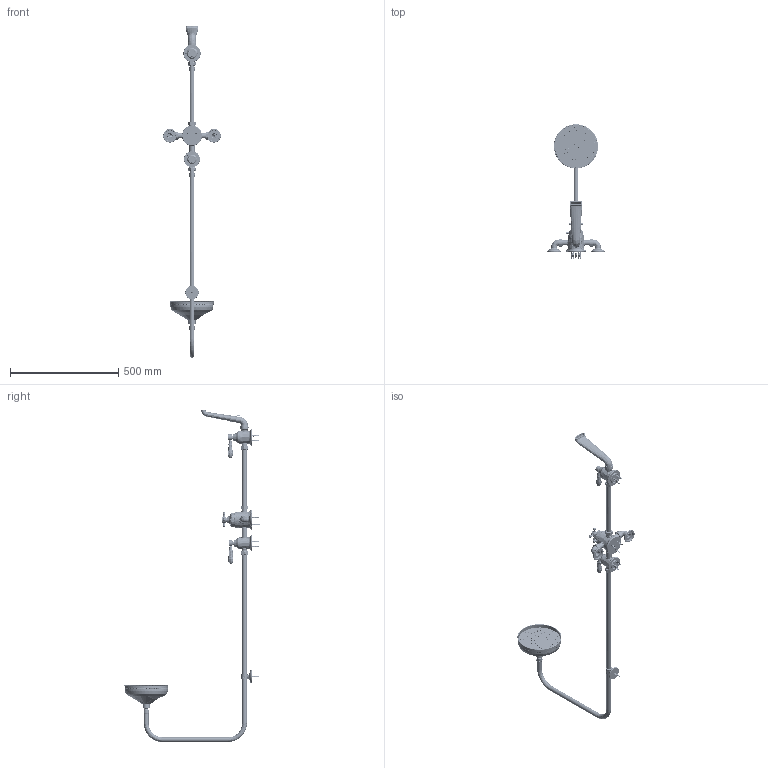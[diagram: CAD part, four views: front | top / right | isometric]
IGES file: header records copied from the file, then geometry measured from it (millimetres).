
Global section: file name: V2K3AXGC; native system: Autodesk Inventor 2018; preprocessor: unknown; author: adaniels; date: 20181024.095247; units: millimetre
Bounding box: 265.93 x 627.09 x 1535.14 mm (x, y, z)
Volume: 2656365.5 mm3; surface area: 861982.7 mm2
Topology: 159 solids, 163 shells, 7097 faces, 19757 edges, 13326 vertices
Faces by surface type: bspline 7097
